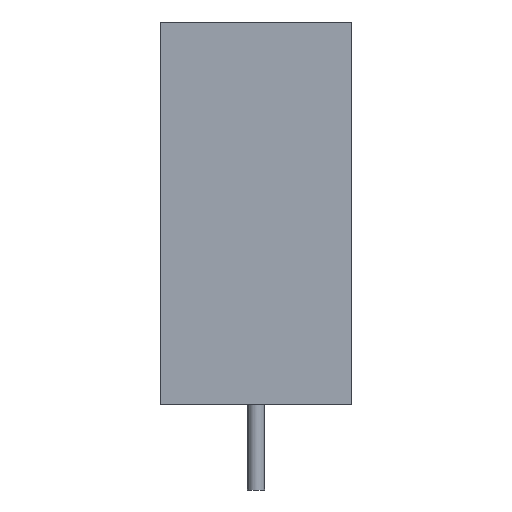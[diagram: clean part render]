
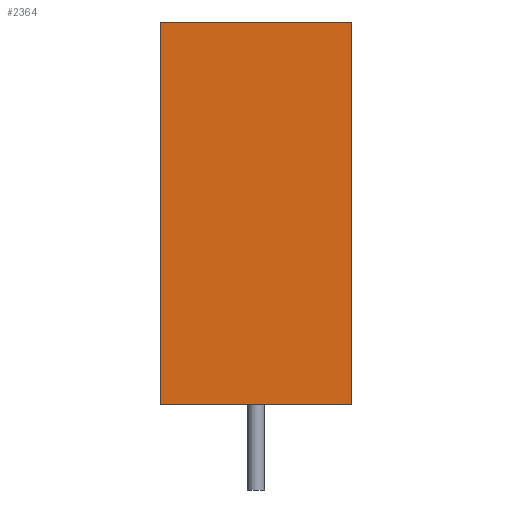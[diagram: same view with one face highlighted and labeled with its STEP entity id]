
A CAD part, left-side view. The second image highlights one B-rep face of the part: STEP entity #2364.
In plain terms, the highlighted planar face has unit normal (-1, 0, 0).
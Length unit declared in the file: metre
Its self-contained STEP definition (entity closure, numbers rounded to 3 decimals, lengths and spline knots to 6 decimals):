
#242=LINE('',#4235,#433);
#248=LINE('',#4247,#439);
#249=LINE('',#4249,#440);
#250=LINE('',#4251,#441);
#433=VECTOR('',#2803,1.);
#439=VECTOR('',#2813,1.);
#440=VECTOR('',#2814,1.);
#441=VECTOR('',#2815,1.);
#519=PLANE('',#2457);
#887=ORIENTED_EDGE('',*,*,#1204,.T.);
#888=ORIENTED_EDGE('',*,*,#1205,.F.);
#889=ORIENTED_EDGE('',*,*,#1206,.F.);
#890=ORIENTED_EDGE('',*,*,#1198,.T.);
#1198=EDGE_CURVE('',#1357,#1356,#242,.T.);
#1204=EDGE_CURVE('',#1356,#1361,#248,.T.);
#1205=EDGE_CURVE('',#1362,#1361,#249,.T.);
#1206=EDGE_CURVE('',#1357,#1362,#250,.T.);
#1356=VERTEX_POINT('',#4234);
#1357=VERTEX_POINT('',#4236);
#1361=VERTEX_POINT('',#4248);
#1362=VERTEX_POINT('',#4250);
#1469=EDGE_LOOP('',(#887,#888,#889,#890));
#1582=FACE_BOUND('',#1469,.T.);
#2364=ADVANCED_FACE('',(#1582),#519,.F.);
#2457=AXIS2_PLACEMENT_3D('',#4246,#2811,#2812);
#2803=DIRECTION('',(0.,0.,-1.));
#2811=DIRECTION('',(1.,0.,0.));
#2812=DIRECTION('',(0.,0.,-1.));
#2813=DIRECTION('',(0.,-1.,0.));
#2814=DIRECTION('',(0.,0.,-1.));
#2815=DIRECTION('',(0.,-1.,0.));
#4234=CARTESIAN_POINT('',(-0.016,0.009,-0.0045));
#4235=CARTESIAN_POINT('',(-0.016,0.009,0.0045));
#4236=CARTESIAN_POINT('',(-0.016,0.009,0.0045));
#4246=CARTESIAN_POINT('',(-0.016,0.009,0.0045));
#4247=CARTESIAN_POINT('',(-0.016,0.009,-0.0045));
#4248=CARTESIAN_POINT('',(-0.016,-0.009,-0.0045));
#4249=CARTESIAN_POINT('',(-0.016,-0.009,0.0045));
#4250=CARTESIAN_POINT('',(-0.016,-0.009,0.0045));
#4251=CARTESIAN_POINT('',(-0.016,0.009,0.0045));
